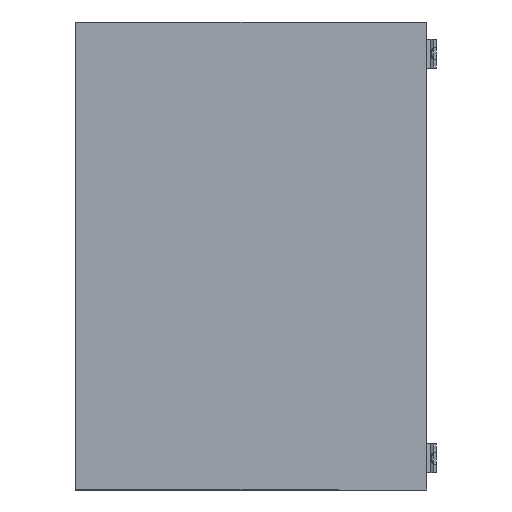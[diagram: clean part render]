
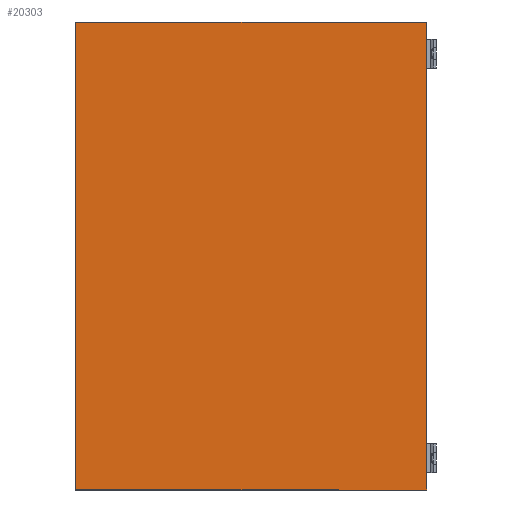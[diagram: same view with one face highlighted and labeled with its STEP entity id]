
A CAD part, front view. The second image highlights one B-rep face of the part: STEP entity #20303.
In plain terms, the highlighted planar face has unit normal (0, -1, 0).
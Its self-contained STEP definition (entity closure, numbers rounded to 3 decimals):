
#474 = CARTESIAN_POINT ( 'NONE',  ( 0., 0., 400. ) ) ;
#1111 = PLANE ( 'NONE',  #14807 ) ;
#1437 = EDGE_LOOP ( 'NONE', ( #17113, #10374, #8347, #22602 ) ) ;
#2757 = DIRECTION ( 'NONE',  ( 1., 0., 0. ) ) ;
#3457 = VECTOR ( 'NONE', #2757, 1000. ) ;
#4020 = EDGE_CURVE ( 'NONE', #14058, #6148, #7654, .T. ) ;
#4080 = EDGE_CURVE ( 'NONE', #6148, #5515, #13385, .T. ) ;
#4305 = CARTESIAN_POINT ( 'NONE',  ( 300., 0., 400. ) ) ;
#4740 = VECTOR ( 'NONE', #17189, 1000. ) ;
#5012 = DIRECTION ( 'NONE',  ( 0., 0., -1. ) ) ;
#5515 = VERTEX_POINT ( 'NONE', #16843 ) ;
#6047 = LINE ( 'NONE', #474, #3457 ) ;
#6148 = VERTEX_POINT ( 'NONE', #23379 ) ;
#7654 = LINE ( 'NONE', #4305, #13499 ) ;
#8347 = ORIENTED_EDGE ( 'NONE', *, *, #21424, .F. ) ;
#10009 = LINE ( 'NONE', #10571, #14242 ) ;
#10374 = ORIENTED_EDGE ( 'NONE', *, *, #4020, .F. ) ;
#10571 = CARTESIAN_POINT ( 'NONE',  ( 0., 0., 0. ) ) ;
#12201 = DIRECTION ( 'NONE',  ( 0., -1., 0. ) ) ;
#12370 = CARTESIAN_POINT ( 'NONE',  ( 300., 0., 400. ) ) ;
#13001 = EDGE_CURVE ( 'NONE', #5515, #16347, #10009, .T. ) ;
#13385 = LINE ( 'NONE', #20782, #4740 ) ;
#13499 = VECTOR ( 'NONE', #20545, 1000. ) ;
#14021 = DIRECTION ( 'NONE',  ( 0., 0., 1. ) ) ;
#14058 = VERTEX_POINT ( 'NONE', #12370 ) ;
#14095 = CARTESIAN_POINT ( 'NONE',  ( 0., 0., 0. ) ) ;
#14242 = VECTOR ( 'NONE', #14021, 1000. ) ;
#14517 = CARTESIAN_POINT ( 'NONE',  ( 0., 0., 400. ) ) ;
#14807 = AXIS2_PLACEMENT_3D ( 'NONE', #14095, #12201, #5012 ) ;
#16347 = VERTEX_POINT ( 'NONE', #14517 ) ;
#16843 = CARTESIAN_POINT ( 'NONE',  ( 0., 0., 0. ) ) ;
#17113 = ORIENTED_EDGE ( 'NONE', *, *, #4080, .F. ) ;
#17189 = DIRECTION ( 'NONE',  ( -1., 0., 0. ) ) ;
#20303 = ADVANCED_FACE ( 'NONE', ( #21366 ), #1111, .T. ) ;
#20545 = DIRECTION ( 'NONE',  ( 0., 0., -1. ) ) ;
#20782 = CARTESIAN_POINT ( 'NONE',  ( 300., 0., 0. ) ) ;
#21366 = FACE_OUTER_BOUND ( 'NONE', #1437, .T. ) ;
#21424 = EDGE_CURVE ( 'NONE', #16347, #14058, #6047, .T. ) ;
#22602 = ORIENTED_EDGE ( 'NONE', *, *, #13001, .F. ) ;
#23379 = CARTESIAN_POINT ( 'NONE',  ( 300., 0., 0. ) ) ;
